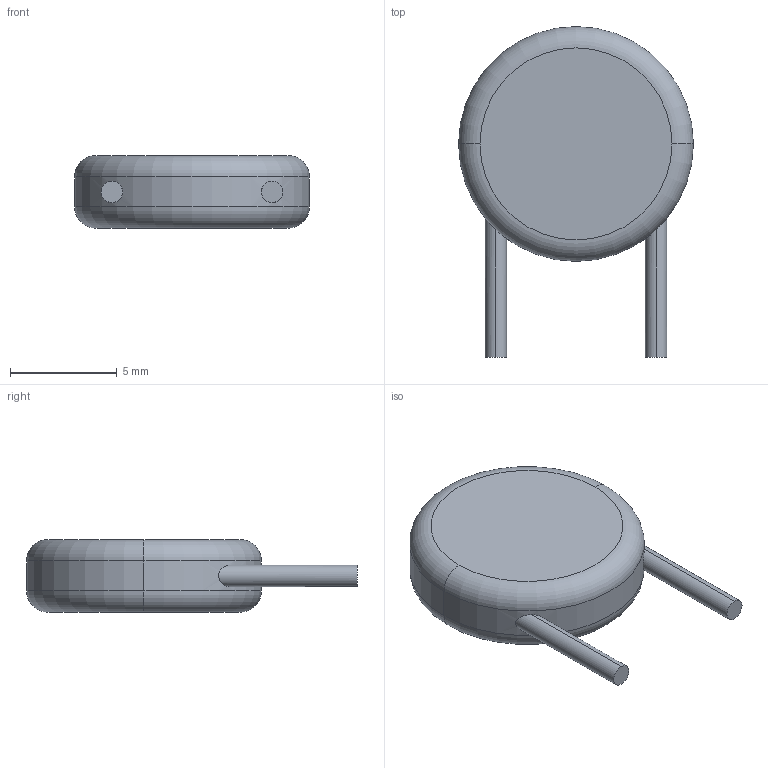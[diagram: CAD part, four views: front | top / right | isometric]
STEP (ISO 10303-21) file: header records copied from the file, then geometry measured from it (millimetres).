
FILE_DESCRIPTION (( 'STEP AP214' ), '1' );
FILE_NAME ('User Library-MOV-10DxxxK.STEP', '2022-08-05T21:38:43', ( '' ), ( '' ), 'SwSTEP 2.0', 'SolidWorks 2022', '' );
FILE_SCHEMA (( 'AUTOMOTIVE_DESIGN' ));
Length unit declared in the file: millimetre
Products named in the file (1): User Library-MOV-10DxxxK
Bounding box: 11 x 15.5 x 3.41 mm (x, y, z)
Volume: 318.3 mm3; surface area: 314.5 mm2
Topology: 1 solids, 1 shells, 149 faces, 386 edges, 256 vertices
Faces by surface type: plane 117, bspline 22, cylinder 6, torus 4
Entity records: 7477 total; most frequent: CARTESIAN_POINT 2294, ORIENTED_EDGE 772, DIRECTION 610, EDGE_CURVE 386, LINE 322, VECTOR 322, VERTEX_POINT 256, EDGE_LOOP 166
